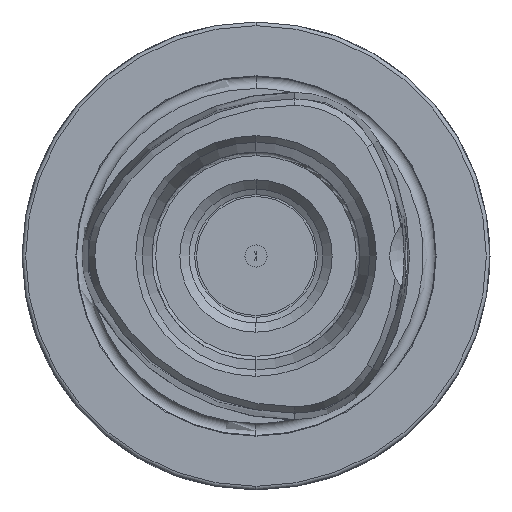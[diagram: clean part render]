
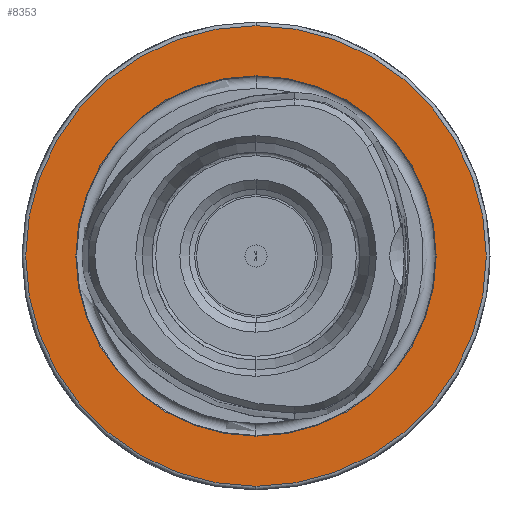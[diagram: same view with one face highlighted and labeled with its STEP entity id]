
A CAD part, left-side view. The second image highlights one B-rep face of the part: STEP entity #8353.
In plain terms, the highlighted planar face has unit normal (-1, 0, 0).
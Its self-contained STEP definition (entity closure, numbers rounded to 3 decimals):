
#748 = CARTESIAN_POINT ( 'NONE',  ( 0., 0., 0. ) ) ;
#749 = DIRECTION ( 'NONE',  ( -1., 0., 0. ) ) ;
#750 = DIRECTION ( 'NONE',  ( 0., 0., 1. ) ) ;
#1027 = CARTESIAN_POINT ( 'NONE',  ( 0., 0., 0. ) ) ;
#1028 = DIRECTION ( 'NONE',  ( -1., 0., 0. ) ) ;
#1029 = DIRECTION ( 'NONE',  ( 0., 0., 1. ) ) ;
#1098 = AXIS2_PLACEMENT_3D ( 'NONE', #3709, #3710, #3711 ) ;
#1143 = AXIS2_PLACEMENT_3D ( 'NONE', #4099, #4098, #4103 ) ;
#2348 = EDGE_CURVE ( 'NONE', #13173, #13308, #4387, .T. ) ;
#2699 = EDGE_CURVE ( 'NONE', #13175, #13116, #4692, .T. ) ;
#2754 = EDGE_CURVE ( 'NONE', #13308, #13173, #4762, .T. ) ;
#3083 = EDGE_CURVE ( 'NONE', #13116, #13175, #9005, .T. ) ;
#3709 = CARTESIAN_POINT ( 'NONE',  ( 0., 0., 0. ) ) ;
#3710 = DIRECTION ( 'NONE',  ( -1., 0., 0. ) ) ;
#3711 = DIRECTION ( 'NONE',  ( 0., 0., 1. ) ) ;
#4098 = DIRECTION ( 'NONE',  ( 1., 0., 0. ) ) ;
#4099 = CARTESIAN_POINT ( 'NONE',  ( 0., 24.25, 0. ) ) ;
#4101 = PLANE ( 'NONE',  #1143 ) ;
#4103 = DIRECTION ( 'NONE',  ( 0., 0., -1. ) ) ;
#4387 = CIRCLE ( 'NONE', #13562, 31. ) ;
#4692 = CIRCLE ( 'NONE', #5389, 24.25 ) ;
#4762 = CIRCLE ( 'NONE', #5370, 31. ) ;
#5370 = AXIS2_PLACEMENT_3D ( 'NONE', #1027, #1028, #1029 ) ;
#5389 = AXIS2_PLACEMENT_3D ( 'NONE', #748, #749, #750 ) ;
#6081 = EDGE_LOOP ( 'NONE', ( #6538, #6537 ) ) ;
#6083 = EDGE_LOOP ( 'NONE', ( #6536, #6535 ) ) ;
#6535 = ORIENTED_EDGE ( 'NONE', *, *, #2348, .T. ) ;
#6536 = ORIENTED_EDGE ( 'NONE', *, *, #2754, .T. ) ;
#6537 = ORIENTED_EDGE ( 'NONE', *, *, #2699, .F. ) ;
#6538 = ORIENTED_EDGE ( 'NONE', *, *, #3083, .F. ) ;
#7556 = CARTESIAN_POINT ( 'NONE',  ( 0., 0., 0. ) ) ;
#7557 = DIRECTION ( 'NONE',  ( -1., 0., 0. ) ) ;
#7558 = DIRECTION ( 'NONE',  ( 0., 0., 1. ) ) ;
#8353 = ADVANCED_FACE ( 'NONE', ( #9208, #9206 ), #4101, .F. ) ;
#9005 = CIRCLE ( 'NONE', #1098, 24.25 ) ;
#9206 = FACE_OUTER_BOUND ( 'NONE', #6083, .T. ) ;
#9208 = FACE_BOUND ( 'NONE', #6081, .T. ) ;
#11507 = CARTESIAN_POINT ( 'NONE',  ( 0., 0., 24.25 ) ) ;
#11564 = CARTESIAN_POINT ( 'NONE',  ( 0., 0., -31. ) ) ;
#11566 = CARTESIAN_POINT ( 'NONE',  ( 0., 0., -24.25 ) ) ;
#11695 = CARTESIAN_POINT ( 'NONE',  ( 0., 0., 31. ) ) ;
#13116 = VERTEX_POINT ( 'NONE', #11507 ) ;
#13173 = VERTEX_POINT ( 'NONE', #11564 ) ;
#13175 = VERTEX_POINT ( 'NONE', #11566 ) ;
#13308 = VERTEX_POINT ( 'NONE', #11695 ) ;
#13562 = AXIS2_PLACEMENT_3D ( 'NONE', #7556, #7557, #7558 ) ;
